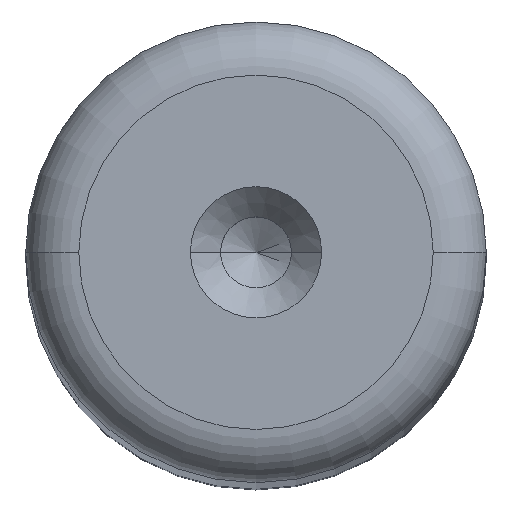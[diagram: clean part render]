
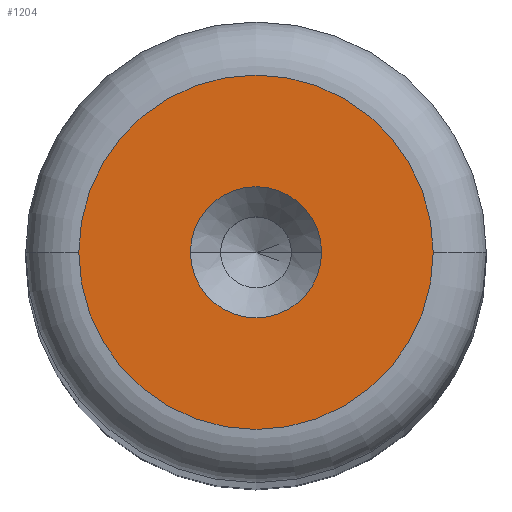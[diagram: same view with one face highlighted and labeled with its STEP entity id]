
A CAD part, top view. The second image highlights one B-rep face of the part: STEP entity #1204.
In plain terms, the highlighted planar face has unit normal (0, 0, 1).
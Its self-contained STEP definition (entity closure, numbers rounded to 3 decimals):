
#49 = CARTESIAN_POINT ( 'NONE',  ( 1.85, 0., 120. ) ) ;
#62 = ORIENTED_EDGE ( 'NONE', *, *, #1413, .F. ) ;
#71 = CARTESIAN_POINT ( 'NONE',  ( 0., 0., 120. ) ) ;
#87 = CARTESIAN_POINT ( 'NONE',  ( 0., 0., 120. ) ) ;
#90 = AXIS2_PLACEMENT_3D ( 'NONE', #521, #394, #1465 ) ;
#125 = AXIS2_PLACEMENT_3D ( 'NONE', #87, #962, #401 ) ;
#185 = DIRECTION ( 'NONE',  ( 0., 0., 1. ) ) ;
#193 = DIRECTION ( 'NONE',  ( 1., 0., 0. ) ) ;
#218 = AXIS2_PLACEMENT_3D ( 'NONE', #1126, #410, #1245 ) ;
#312 = AXIS2_PLACEMENT_3D ( 'NONE', #71, #932, #193 ) ;
#394 = DIRECTION ( 'NONE',  ( 0., 0., 1. ) ) ;
#401 = DIRECTION ( 'NONE',  ( 1., 0., 0. ) ) ;
#410 = DIRECTION ( 'NONE',  ( 0., 0., 1. ) ) ;
#422 = EDGE_CURVE ( 'NONE', #1014, #1455, #928, .T. ) ;
#451 = CARTESIAN_POINT ( 'NONE',  ( 5., 0., 120. ) ) ;
#456 = FACE_OUTER_BOUND ( 'NONE', #1026, .T. ) ;
#521 = CARTESIAN_POINT ( 'NONE',  ( 0., 0., 120. ) ) ;
#637 = PLANE ( 'NONE',  #90 ) ;
#650 = CARTESIAN_POINT ( 'NONE',  ( -1.85, 0., 120. ) ) ;
#695 = EDGE_LOOP ( 'NONE', ( #62, #1456 ) ) ;
#726 = EDGE_CURVE ( 'NONE', #764, #1386, #1181, .T. ) ;
#746 = EDGE_CURVE ( 'NONE', #1455, #1014, #1445, .T. ) ;
#764 = VERTEX_POINT ( 'NONE', #650 ) ;
#920 = CARTESIAN_POINT ( 'NONE',  ( 0., 0., 120. ) ) ;
#928 = CIRCLE ( 'NONE', #312, 5. ) ;
#932 = DIRECTION ( 'NONE',  ( 0., 0., 1. ) ) ;
#962 = DIRECTION ( 'NONE',  ( 0., 0., 1. ) ) ;
#974 = ORIENTED_EDGE ( 'NONE', *, *, #746, .T. ) ;
#986 = AXIS2_PLACEMENT_3D ( 'NONE', #920, #185, #1034 ) ;
#1014 = VERTEX_POINT ( 'NONE', #1056 ) ;
#1026 = EDGE_LOOP ( 'NONE', ( #974, #1498 ) ) ;
#1034 = DIRECTION ( 'NONE',  ( 1., 0., 0. ) ) ;
#1056 = CARTESIAN_POINT ( 'NONE',  ( -5., 0., 120. ) ) ;
#1126 = CARTESIAN_POINT ( 'NONE',  ( 0., 0., 120. ) ) ;
#1181 = CIRCLE ( 'NONE', #125, 1.85 ) ;
#1204 = ADVANCED_FACE ( 'NONE', ( #1351, #456 ), #637, .T. ) ;
#1245 = DIRECTION ( 'NONE',  ( 1., 0., 0. ) ) ;
#1248 = CIRCLE ( 'NONE', #986, 1.85 ) ;
#1351 = FACE_BOUND ( 'NONE', #695, .T. ) ;
#1386 = VERTEX_POINT ( 'NONE', #49 ) ;
#1413 = EDGE_CURVE ( 'NONE', #1386, #764, #1248, .T. ) ;
#1445 = CIRCLE ( 'NONE', #218, 5. ) ;
#1455 = VERTEX_POINT ( 'NONE', #451 ) ;
#1456 = ORIENTED_EDGE ( 'NONE', *, *, #726, .F. ) ;
#1465 = DIRECTION ( 'NONE',  ( 1., 0., 0. ) ) ;
#1498 = ORIENTED_EDGE ( 'NONE', *, *, #422, .T. ) ;
